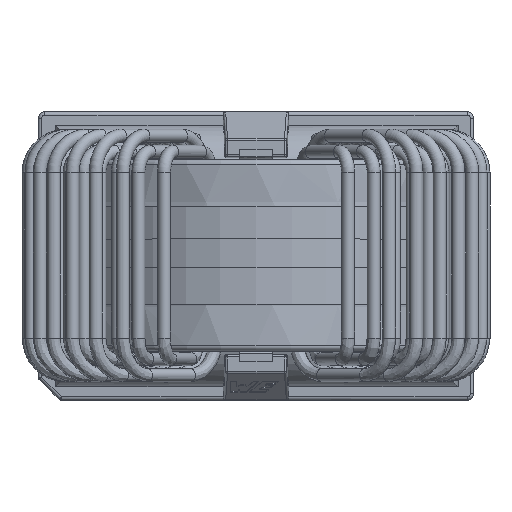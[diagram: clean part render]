
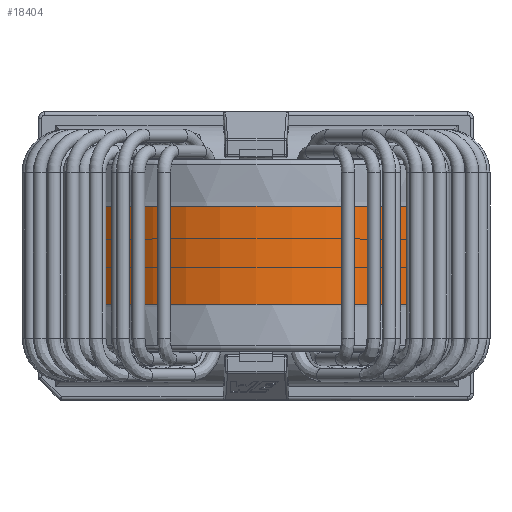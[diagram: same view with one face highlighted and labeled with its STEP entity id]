
A CAD part, top view. The second image highlights one B-rep face of the part: STEP entity #18404.
In plain terms, the highlighted cylindrical face has radius 18.85 mm (diameter 37.7 mm), a full revolution.
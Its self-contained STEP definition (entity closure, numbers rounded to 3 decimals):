
#732=CYLINDRICAL_SURFACE('',#24762,18.85);
#1667=CIRCLE('',#24763,18.85);
#1668=CIRCLE('',#24764,18.85);
#6504=ORIENTED_EDGE('',*,*,#8915,.T.);
#6505=ORIENTED_EDGE('',*,*,#8916,.F.);
#8915=EDGE_CURVE('',#10592,#10592,#1667,.T.);
#8916=EDGE_CURVE('',#10593,#10593,#1668,.T.);
#10592=VERTEX_POINT('',#61289);
#10593=VERTEX_POINT('',#61291);
#15102=EDGE_LOOP('',(#6504));
#15103=EDGE_LOOP('',(#6505));
#16754=FACE_BOUND('',#15102,.T.);
#16755=FACE_BOUND('',#15103,.T.);
#18404=ADVANCED_FACE('',(#16754,#16755),#732,.T.);
#24762=AXIS2_PLACEMENT_3D('',#61287,#29969,#29970);
#24763=AXIS2_PLACEMENT_3D('',#61288,#29971,#29972);
#24764=AXIS2_PLACEMENT_3D('',#61290,#29973,#29974);
#29969=DIRECTION('',(0.,1.,0.));
#29970=DIRECTION('',(0.,0.,1.));
#29971=DIRECTION('',(0.,1.,0.));
#29972=DIRECTION('',(1.,0.,0.));
#29973=DIRECTION('',(0.,1.,0.));
#29974=DIRECTION('',(1.,0.,0.));
#61287=CARTESIAN_POINT('',(0.,-4.5,0.));
#61288=CARTESIAN_POINT('',(0.,-4.5,0.));
#61289=CARTESIAN_POINT('',(18.85,-4.5,0.));
#61290=CARTESIAN_POINT('',(0.,4.5,0.));
#61291=CARTESIAN_POINT('',(18.85,4.5,0.));
